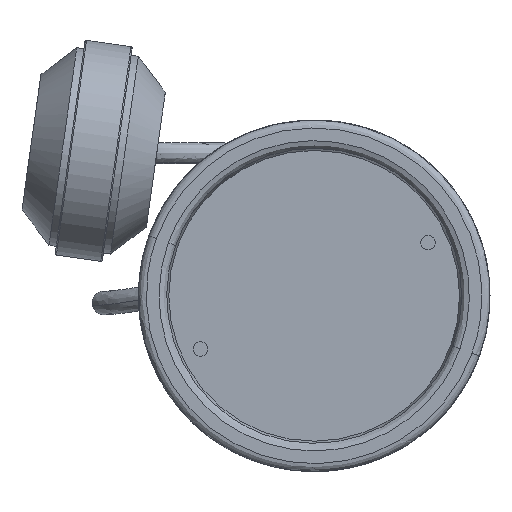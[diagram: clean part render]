
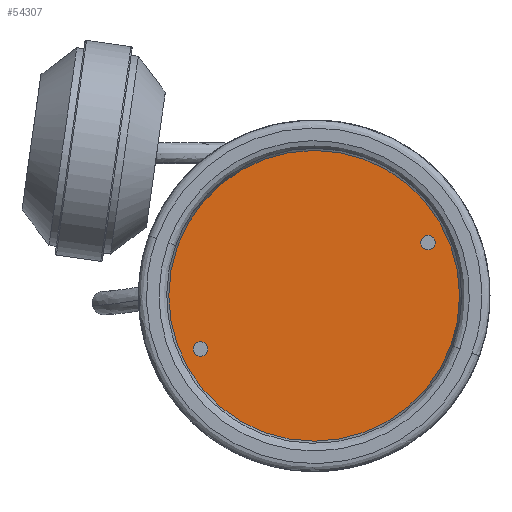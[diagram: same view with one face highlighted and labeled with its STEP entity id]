
A CAD part, front view. The second image highlights one B-rep face of the part: STEP entity #54307.
In plain terms, the highlighted planar face has unit normal (0, -1, 0).
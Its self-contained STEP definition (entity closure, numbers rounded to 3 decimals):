
#845 = EDGE_CURVE ( 'NONE', #60390, #26804, #76010, .T. ) ;
#1820 = CARTESIAN_POINT ( 'NONE',  ( -33.588, 5.2, -33.588 ) ) ;
#7822 = DIRECTION ( 'NONE',  ( 0., 0., -1. ) ) ;
#10351 = CARTESIAN_POINT ( 'NONE',  ( 33.588, 5.2, 33.588 ) ) ;
#10743 = VERTEX_POINT ( 'NONE', #19430 ) ;
#11300 = CARTESIAN_POINT ( 'NONE',  ( 0., 5.2, 0. ) ) ;
#12876 = VERTEX_POINT ( 'NONE', #58720 ) ;
#16040 = CARTESIAN_POINT ( 'NONE',  ( 33.588, 5.2, 33.588 ) ) ;
#16709 = ORIENTED_EDGE ( 'NONE', *, *, #80580, .F. ) ;
#18155 = CARTESIAN_POINT ( 'NONE',  ( -30.838, 5.2, -33.588 ) ) ;
#18301 = DIRECTION ( 'NONE',  ( 1., 0., 0. ) ) ;
#19345 = CIRCLE ( 'NONE', #84480, 55. ) ;
#19430 = CARTESIAN_POINT ( 'NONE',  ( 30.838, 5.2, 33.588 ) ) ;
#19988 = ORIENTED_EDGE ( 'NONE', *, *, #31645, .F. ) ;
#24946 = CARTESIAN_POINT ( 'NONE',  ( -33.588, 5.2, -33.588 ) ) ;
#25611 = CIRCLE ( 'NONE', #49660, 2.75 ) ;
#26804 = VERTEX_POINT ( 'NONE', #84033 ) ;
#29764 = FACE_BOUND ( 'NONE', #49257, .T. ) ;
#30650 = FACE_OUTER_BOUND ( 'NONE', #61463, .T. ) ;
#31645 = EDGE_CURVE ( 'NONE', #43673, #12876, #54758, .T. ) ;
#32521 = EDGE_LOOP ( 'NONE', ( #16709, #87348 ) ) ;
#36402 = DIRECTION ( 'NONE',  ( 1., 0., 0. ) ) ;
#36845 = DIRECTION ( 'NONE',  ( 0., 0., 1. ) ) ;
#37869 = EDGE_CURVE ( 'NONE', #10743, #69088, #25611, .T. ) ;
#41505 = DIRECTION ( 'NONE',  ( 0., -1., 0. ) ) ;
#41848 = AXIS2_PLACEMENT_3D ( 'NONE', #85235, #83911, #36845 ) ;
#43673 = VERTEX_POINT ( 'NONE', #18155 ) ;
#44485 = ORIENTED_EDGE ( 'NONE', *, *, #44984, .F. ) ;
#44984 = EDGE_CURVE ( 'NONE', #12876, #43673, #49896, .T. ) ;
#45911 = ORIENTED_EDGE ( 'NONE', *, *, #845, .T. ) ;
#47340 = CARTESIAN_POINT ( 'NONE',  ( 0., 5.2, -55. ) ) ;
#49257 = EDGE_LOOP ( 'NONE', ( #19988, #44485 ) ) ;
#49660 = AXIS2_PLACEMENT_3D ( 'NONE', #16040, #51042, #36402 ) ;
#49896 = CIRCLE ( 'NONE', #86730, 2.75 ) ;
#50117 = DIRECTION ( 'NONE',  ( 1., 0., 0. ) ) ;
#51042 = DIRECTION ( 'NONE',  ( 0., -1., 0. ) ) ;
#51999 = DIRECTION ( 'NONE',  ( 0., -1., 0. ) ) ;
#53303 = AXIS2_PLACEMENT_3D ( 'NONE', #76986, #41505, #7822 ) ;
#54307 = ADVANCED_FACE ( 'NONE', ( #58156, #29764, #30650 ), #56836, .F. ) ;
#54758 = CIRCLE ( 'NONE', #66086, 2.75 ) ;
#56338 = EDGE_CURVE ( 'NONE', #26804, #60390, #19345, .T. ) ;
#56378 = CIRCLE ( 'NONE', #74771, 2.75 ) ;
#56490 = DIRECTION ( 'NONE',  ( 1., 0., 0. ) ) ;
#56836 = PLANE ( 'NONE',  #41848 ) ;
#58156 = FACE_BOUND ( 'NONE', #32521, .T. ) ;
#58720 = CARTESIAN_POINT ( 'NONE',  ( -36.338, 5.2, -33.588 ) ) ;
#60390 = VERTEX_POINT ( 'NONE', #47340 ) ;
#61463 = EDGE_LOOP ( 'NONE', ( #45911, #83101 ) ) ;
#66086 = AXIS2_PLACEMENT_3D ( 'NONE', #24946, #51999, #18301 ) ;
#66890 = CARTESIAN_POINT ( 'NONE',  ( 36.338, 5.2, 33.588 ) ) ;
#69088 = VERTEX_POINT ( 'NONE', #66890 ) ;
#69667 = DIRECTION ( 'NONE',  ( 0., -1., 0. ) ) ;
#71555 = DIRECTION ( 'NONE',  ( 0., -1., 0. ) ) ;
#72956 = DIRECTION ( 'NONE',  ( 0., -1., 0. ) ) ;
#74771 = AXIS2_PLACEMENT_3D ( 'NONE', #10351, #71555, #56490 ) ;
#76010 = CIRCLE ( 'NONE', #53303, 55. ) ;
#76986 = CARTESIAN_POINT ( 'NONE',  ( 0., 5.2, 0. ) ) ;
#79170 = DIRECTION ( 'NONE',  ( 0., 0., -1. ) ) ;
#80580 = EDGE_CURVE ( 'NONE', #69088, #10743, #56378, .T. ) ;
#83101 = ORIENTED_EDGE ( 'NONE', *, *, #56338, .T. ) ;
#83911 = DIRECTION ( 'NONE',  ( 0., 1., 0. ) ) ;
#84033 = CARTESIAN_POINT ( 'NONE',  ( 0., 5.2, 55. ) ) ;
#84480 = AXIS2_PLACEMENT_3D ( 'NONE', #11300, #72956, #79170 ) ;
#85235 = CARTESIAN_POINT ( 'NONE',  ( -110., 5.2, -110. ) ) ;
#86730 = AXIS2_PLACEMENT_3D ( 'NONE', #1820, #69667, #50117 ) ;
#87348 = ORIENTED_EDGE ( 'NONE', *, *, #37869, .F. ) ;
